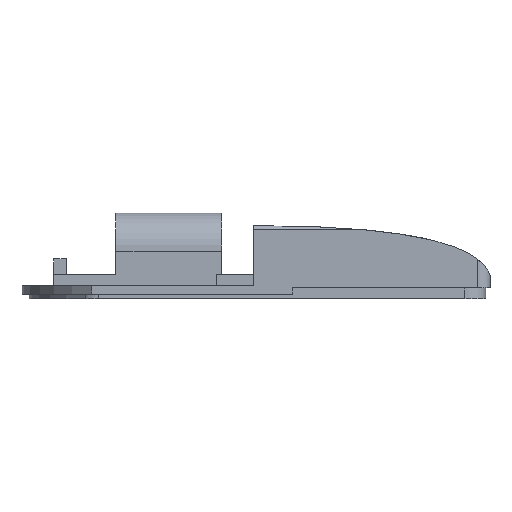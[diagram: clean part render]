
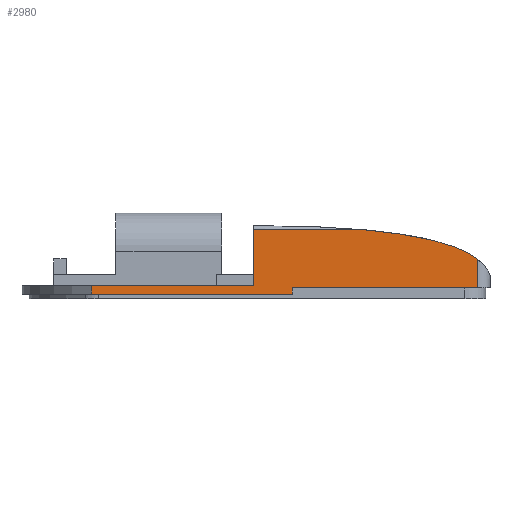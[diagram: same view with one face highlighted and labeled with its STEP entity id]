
A CAD part, left-side view. The second image highlights one B-rep face of the part: STEP entity #2980.
In plain terms, the highlighted planar face has unit normal (-1, 0, 0).
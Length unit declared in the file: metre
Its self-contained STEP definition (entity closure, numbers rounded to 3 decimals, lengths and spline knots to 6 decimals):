
#14=B_SPLINE_CURVE_WITH_KNOTS('',2,(#4237,#4238,#4239),.UNSPECIFIED.,.F.,
 .F.,(3,3),(0.183185,1.),.PIECEWISE_BEZIER_KNOTS.);
#35=PLANE('',#3157);
#196=LINE('',#4234,#579);
#197=LINE('',#4241,#580);
#198=LINE('',#4243,#581);
#199=LINE('',#4245,#582);
#200=LINE('',#4247,#583);
#201=LINE('',#4249,#584);
#202=LINE('',#4251,#585);
#203=LINE('',#4253,#586);
#579=VECTOR('',#3426,1.);
#580=VECTOR('',#3427,1.);
#581=VECTOR('',#3428,1.);
#582=VECTOR('',#3429,1.);
#583=VECTOR('',#3430,1.);
#584=VECTOR('',#3431,1.);
#585=VECTOR('',#3432,1.);
#586=VECTOR('',#3433,1.);
#994=ORIENTED_EDGE('',*,*,#1852,.F.);
#995=ORIENTED_EDGE('',*,*,#1853,.T.);
#996=ORIENTED_EDGE('',*,*,#1854,.T.);
#997=ORIENTED_EDGE('',*,*,#1855,.T.);
#998=ORIENTED_EDGE('',*,*,#1856,.T.);
#999=ORIENTED_EDGE('',*,*,#1857,.T.);
#1000=ORIENTED_EDGE('',*,*,#1858,.F.);
#1001=ORIENTED_EDGE('',*,*,#1859,.F.);
#1002=ORIENTED_EDGE('',*,*,#1860,.F.);
#1852=EDGE_CURVE('',#2282,#2283,#196,.T.);
#1853=EDGE_CURVE('',#2282,#2284,#14,.T.);
#1854=EDGE_CURVE('',#2284,#2285,#197,.T.);
#1855=EDGE_CURVE('',#2285,#2286,#198,.T.);
#1856=EDGE_CURVE('',#2286,#2287,#199,.T.);
#1857=EDGE_CURVE('',#2287,#2288,#200,.T.);
#1858=EDGE_CURVE('',#2289,#2288,#201,.T.);
#1859=EDGE_CURVE('',#2290,#2289,#202,.T.);
#1860=EDGE_CURVE('',#2283,#2290,#203,.T.);
#2282=VERTEX_POINT('',#4235);
#2283=VERTEX_POINT('',#4236);
#2284=VERTEX_POINT('',#4240);
#2285=VERTEX_POINT('',#4242);
#2286=VERTEX_POINT('',#4244);
#2287=VERTEX_POINT('',#4246);
#2288=VERTEX_POINT('',#4248);
#2289=VERTEX_POINT('',#4250);
#2290=VERTEX_POINT('',#4252);
#2602=EDGE_LOOP('',(#994,#995,#996,#997,#998,#999,#1000,#1001,#1002));
#2778=FACE_BOUND('',#2602,.T.);
#2980=ADVANCED_FACE('',(#2778),#35,.T.);
#3157=AXIS2_PLACEMENT_3D('',#4233,#3424,#3425);
#3424=DIRECTION('',(-1.,0.,0.));
#3425=DIRECTION('',(0.,-1.,0.));
#3426=DIRECTION('',(0.,0.,-1.));
#3427=DIRECTION('',(0.,1.,0.));
#3428=DIRECTION('',(0.,0.,-1.));
#3429=DIRECTION('',(0.,1.,0.));
#3430=DIRECTION('',(0.,0.,-1.));
#3431=DIRECTION('',(0.,1.,0.));
#3432=DIRECTION('',(0.,0.,-1.));
#3433=DIRECTION('',(0.,1.,0.));
#4233=CARTESIAN_POINT('',(-0.032084,0.027076,0.0031));
#4234=CARTESIAN_POINT('',(-0.032084,-0.04177,0.0176));
#4235=CARTESIAN_POINT('',(-0.032084,-0.04177,0.009532));
#4236=CARTESIAN_POINT('',(-0.032084,-0.04177,0.0026));
#4237=CARTESIAN_POINT('',(-0.032084,-0.04177,0.009532));
#4238=CARTESIAN_POINT('',(-0.032084,-0.031371,0.0176));
#4239=CARTESIAN_POINT('',(-0.032084,0.012122,0.0176));
#4240=CARTESIAN_POINT('',(-0.032084,-0.0144,0.0166));
#4241=CARTESIAN_POINT('',(-0.032084,0.027076,0.0166));
#4242=CARTESIAN_POINT('',(-0.032084,0.012122,0.0166));
#4243=CARTESIAN_POINT('',(-0.032084,0.012122,0.0176));
#4244=CARTESIAN_POINT('',(-0.032084,0.012122,0.0031));
#4245=CARTESIAN_POINT('',(-0.032084,0.027076,0.0031));
#4246=CARTESIAN_POINT('',(-0.032084,0.051234,0.0031));
#4247=CARTESIAN_POINT('',(-0.032084,0.051234,0.0031));
#4248=CARTESIAN_POINT('',(-0.032084,0.051234,0.0011));
#4249=CARTESIAN_POINT('',(-0.032084,0.027076,0.0011));
#4250=CARTESIAN_POINT('',(-0.032084,0.002918,0.0011));
#4251=CARTESIAN_POINT('',(-0.032084,0.002918,0.0031));
#4252=CARTESIAN_POINT('',(-0.032084,0.002918,0.0026));
#4253=CARTESIAN_POINT('',(-0.032084,-0.014824,0.0026));
